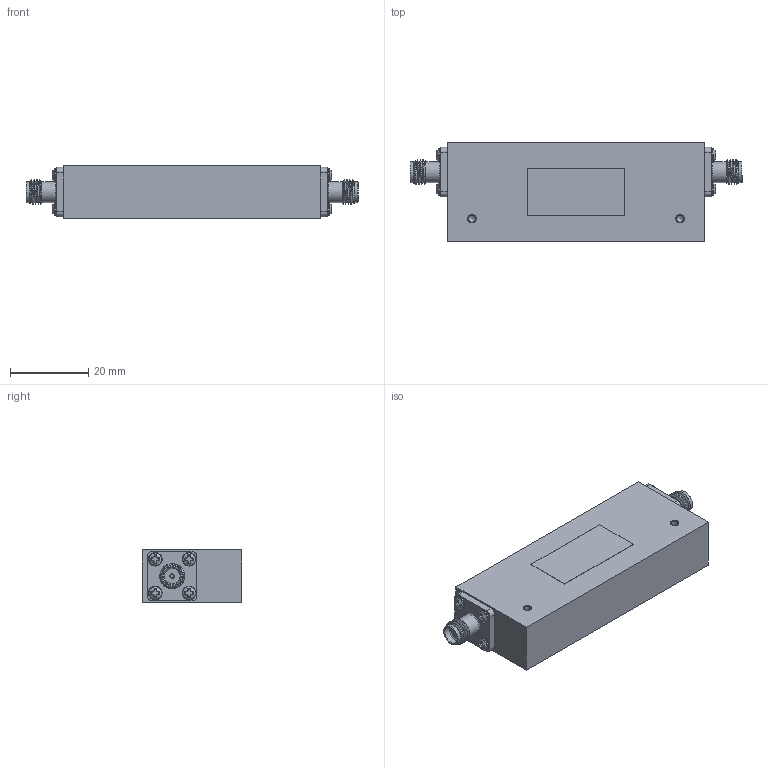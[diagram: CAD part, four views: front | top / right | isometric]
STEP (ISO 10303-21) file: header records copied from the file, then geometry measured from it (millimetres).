
FILE_DESCRIPTION (( 'STEP AP203' ), '1' );
FILE_NAME ('SFI0418_3D.step', '2020-07-06T17:55:50', ( '' ), ( '' ), 'SwSTEP 2.0', 'SolidWorks 2018', '' );
FILE_SCHEMA (( 'CONFIG_CONTROL_DESIGN' ));
Length unit declared in the file: inch
Products named in the file (1): SFI0418_3D
Bounding box: 85.09 x 25.4 x 13.54 mm (x, y, z)
Volume: 23419.3 mm3; surface area: 6905.9 mm2
Topology: 1 solids, 9 shells, 341 faces, 848 edges, 562 vertices
Faces by surface type: plane 191, cylinder 54, cone 48, bspline 46, torus 2
Full cylindrical faces by diameter (mm): 0.914 x2, 1.016 x2, 1.168 x2, 1.778 x4, 2.184 x4, 2.578 x8, 3.454 x8, 4.521 x2, 5.334 x4
Entity records: 22483 total; most frequent: CARTESIAN_POINT 15260, ORIENTED_EDGE 1548, DIRECTION 1228, EDGE_CURVE 774, VERTEX_POINT 546, AXIS2_PLACEMENT_3D 474, EDGE_LOOP 452, FACE_OUTER_BOUND 387
